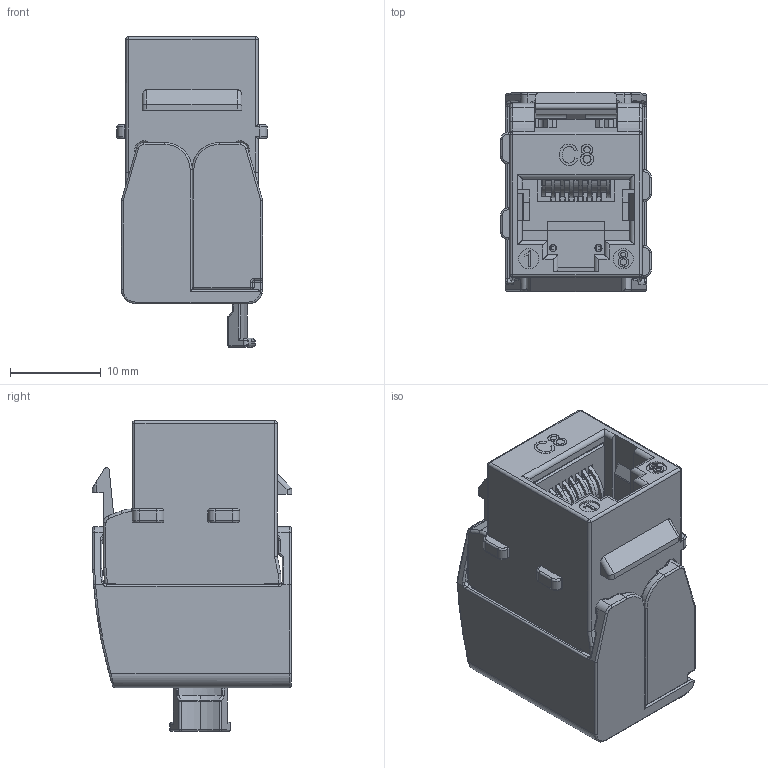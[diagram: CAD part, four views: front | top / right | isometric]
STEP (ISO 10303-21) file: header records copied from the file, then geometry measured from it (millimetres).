
FILE_DESCRIPTION (( 'STEP AP214' ), '1' );
FILE_NAME ('RJTLC8S-POE_3D.STEP', '2020-02-24T14:26:53', ( '' ), ( '' ), 'SwSTEP 2.0', 'SolidWorks 2018', '' );
FILE_SCHEMA (( 'AUTOMOTIVE_DESIGN' ));
Length unit declared in the file: inch
Products named in the file (1): RJTLC8S-POE_3D
Bounding box: 16.6 x 22 x 34.3 mm (x, y, z)
Volume: 5476.8 mm3; surface area: 10907.8 mm2
Topology: 1 solids, 5 shells, 3220 faces, 9463 edges, 5974 vertices
Faces by surface type: plane 2013, cylinder 892, torus 132, bspline 98, sphere 68, cone 17
Entity records: 111965 total; most frequent: CARTESIAN_POINT 27638, ORIENTED_EDGE 18808, DIRECTION 16437, EDGE_CURVE 9404, LINE 6773, VECTOR 6773, VERTEX_POINT 5974, AXIS2_PLACEMENT_3D 4832
